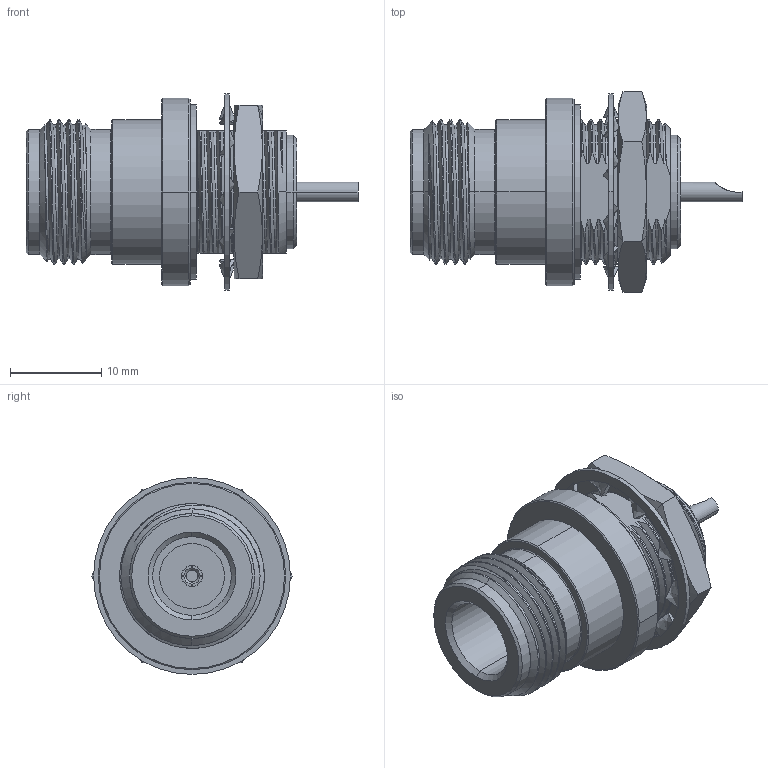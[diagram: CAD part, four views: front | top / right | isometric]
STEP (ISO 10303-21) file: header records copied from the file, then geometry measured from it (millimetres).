
FILE_DESCRIPTION (( 'STEP AP203' ), '1' );
FILE_NAME ('PE4505_3D.STEP', '2022-06-16T23:24:58', ( '' ), ( '' ), 'SwSTEP 2.0', 'SolidWorks 2021', '' );
FILE_SCHEMA (( 'CONFIG_CONTROL_DESIGN' ));
Length unit declared in the file: inch
Products named in the file (1): PE4505_3D
Bounding box: 36.42 x 22 x 21.59 mm (x, y, z)
Volume: 5529.5 mm3; surface area: 4235.3 mm2
Topology: 4 solids, 4 shells, 300 faces, 840 edges, 561 vertices
Faces by surface type: bspline 105, cylinder 92, plane 57, cone 44, torus 2
Entity records: 33146 total; most frequent: CARTESIAN_POINT 26509, ORIENTED_EDGE 1680, DIRECTION 992, EDGE_CURVE 840, VERTEX_POINT 561, AXIS2_PLACEMENT_3D 374, EDGE_LOOP 319, FACE_OUTER_BOUND 300
